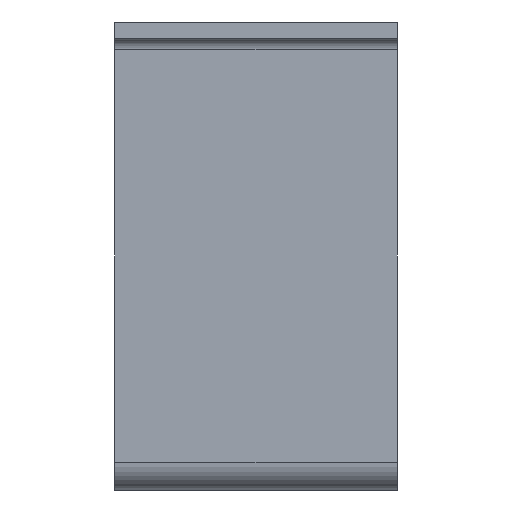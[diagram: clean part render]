
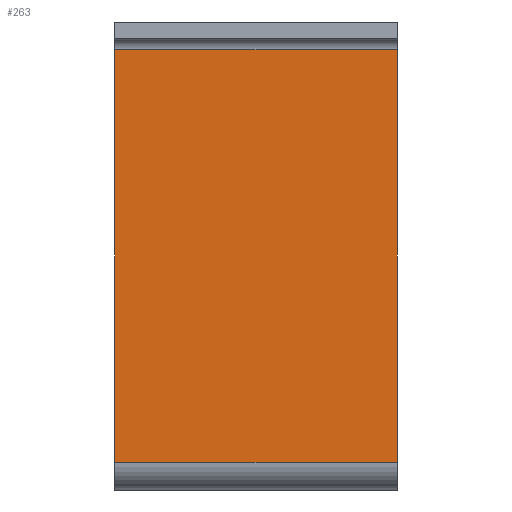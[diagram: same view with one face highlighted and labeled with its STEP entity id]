
A CAD part, left-side view. The second image highlights one B-rep face of the part: STEP entity #263.
In plain terms, the highlighted planar face has unit normal (-1, 0, 0).
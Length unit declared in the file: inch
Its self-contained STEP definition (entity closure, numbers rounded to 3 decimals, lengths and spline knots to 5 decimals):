
#36 = EDGE_CURVE ( 'NONE', #353, #303, #764, .T. ) ;
#59 = VECTOR ( 'NONE', #593, 39.37008 ) ;
#63 = DIRECTION ( 'NONE',  ( 0., 0., -1. ) ) ;
#64 = VECTOR ( 'NONE', #518, 39.37008 ) ;
#88 = EDGE_CURVE ( 'NONE', #595, #303, #754, .T. ) ;
#110 = ORIENTED_EDGE ( 'NONE', *, *, #36, .F. ) ;
#124 = CARTESIAN_POINT ( 'NONE',  ( -35.40385, 0., 1.65062 ) ) ;
#153 = VERTEX_POINT ( 'NONE', #325 ) ;
#155 = VECTOR ( 'NONE', #692, 39.37008 ) ;
#204 = FACE_OUTER_BOUND ( 'NONE', #657, .T. ) ;
#219 = CARTESIAN_POINT ( 'NONE',  ( -35.40385, 1., 1.74904 ) ) ;
#263 = ADVANCED_FACE ( 'NONE', ( #204 ), #697, .F. ) ;
#279 = ORIENTED_EDGE ( 'NONE', *, *, #88, .T. ) ;
#303 = VERTEX_POINT ( 'NONE', #565 ) ;
#325 = CARTESIAN_POINT ( 'NONE',  ( -35.40385, 0., 1.74904 ) ) ;
#353 = VERTEX_POINT ( 'NONE', #219 ) ;
#396 = AXIS2_PLACEMENT_3D ( 'NONE', #770, #717, #63 ) ;
#432 = EDGE_CURVE ( 'NONE', #353, #153, #788, .T. ) ;
#518 = DIRECTION ( 'NONE',  ( 0., -1., 0. ) ) ;
#528 = CARTESIAN_POINT ( 'NONE',  ( -35.40385, 0., 3.21164 ) ) ;
#565 = CARTESIAN_POINT ( 'NONE',  ( -35.40385, 1., 3.21164 ) ) ;
#575 = VECTOR ( 'NONE', #746, 39.37008 ) ;
#581 = CARTESIAN_POINT ( 'NONE',  ( -35.40385, 1., 1.74904 ) ) ;
#593 = DIRECTION ( 'NONE',  ( 0., 0., 1. ) ) ;
#595 = VERTEX_POINT ( 'NONE', #528 ) ;
#606 = CARTESIAN_POINT ( 'NONE',  ( -35.40385, 1., 1.65062 ) ) ;
#657 = EDGE_LOOP ( 'NONE', ( #110, #867, #872, #279 ) ) ;
#692 = DIRECTION ( 'NONE',  ( 0., 1., 0. ) ) ;
#697 = PLANE ( 'NONE',  #396 ) ;
#717 = DIRECTION ( 'NONE',  ( 1., 0., 0. ) ) ;
#746 = DIRECTION ( 'NONE',  ( 0., 0., 1. ) ) ;
#754 = LINE ( 'NONE', #880, #155 ) ;
#764 = LINE ( 'NONE', #606, #575 ) ;
#770 = CARTESIAN_POINT ( 'NONE',  ( -35.40385, 1., 1.65062 ) ) ;
#788 = LINE ( 'NONE', #581, #64 ) ;
#816 = EDGE_CURVE ( 'NONE', #153, #595, #822, .T. ) ;
#822 = LINE ( 'NONE', #124, #59 ) ;
#867 = ORIENTED_EDGE ( 'NONE', *, *, #432, .T. ) ;
#872 = ORIENTED_EDGE ( 'NONE', *, *, #816, .T. ) ;
#880 = CARTESIAN_POINT ( 'NONE',  ( -35.40385, 1., 3.21164 ) ) ;
